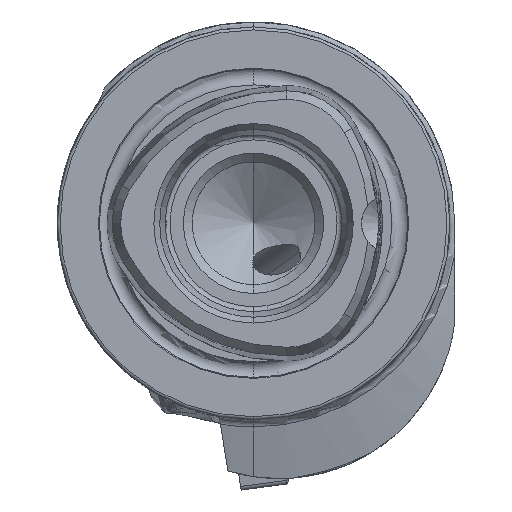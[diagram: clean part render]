
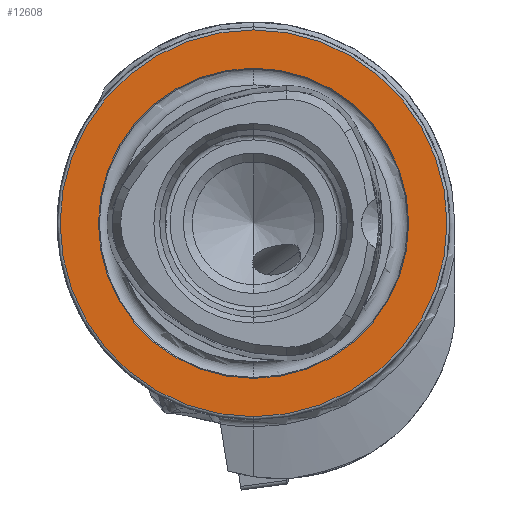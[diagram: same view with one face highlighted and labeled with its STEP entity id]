
A CAD part, left-side view. The second image highlights one B-rep face of the part: STEP entity #12608.
In plain terms, the highlighted planar face has unit normal (-1, 0, 0).
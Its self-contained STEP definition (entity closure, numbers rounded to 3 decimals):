
#75 = EDGE_LOOP ( 'NONE', ( #19464, #12625 ) ) ;
#1305 = DIRECTION ( 'NONE',  ( 0., 0., 1. ) ) ;
#1674 = CARTESIAN_POINT ( 'NONE',  ( 0., 0., 0. ) ) ;
#2723 = CARTESIAN_POINT ( 'NONE',  ( 0., 0., 0. ) ) ;
#3795 = AXIS2_PLACEMENT_3D ( 'NONE', #1674, #16020, #14511 ) ;
#4746 = AXIS2_PLACEMENT_3D ( 'NONE', #2723, #20368, #5806 ) ;
#5000 = VERTEX_POINT ( 'NONE', #9427 ) ;
#5806 = DIRECTION ( 'NONE',  ( 0., 0., 1. ) ) ;
#8638 = CARTESIAN_POINT ( 'NONE',  ( 0., 0., 19.7 ) ) ;
#9276 = CIRCLE ( 'NONE', #17751, 19.7 ) ;
#9427 = CARTESIAN_POINT ( 'NONE',  ( 0., 0., 15.8 ) ) ;
#10146 = VERTEX_POINT ( 'NONE', #20777 ) ;
#10154 = CARTESIAN_POINT ( 'NONE',  ( 0., 0., -19.7 ) ) ;
#10800 = ORIENTED_EDGE ( 'NONE', *, *, #20417, .T. ) ;
#10807 = EDGE_CURVE ( 'NONE', #10146, #5000, #17983, .T. ) ;
#10865 = CARTESIAN_POINT ( 'NONE',  ( 0., 0., 0. ) ) ;
#10975 = DIRECTION ( 'NONE',  ( -1., 0., 0. ) ) ;
#11001 = EDGE_CURVE ( 'NONE', #16141, #16604, #19344, .T. ) ;
#11075 = DIRECTION ( 'NONE',  ( -1., 0., 0. ) ) ;
#12342 = DIRECTION ( 'NONE',  ( 0., 0., -1. ) ) ;
#12608 = ADVANCED_FACE ( 'NONE', ( #13919, #17409 ), #18908, .F. ) ;
#12625 = ORIENTED_EDGE ( 'NONE', *, *, #10807, .F. ) ;
#13681 = EDGE_LOOP ( 'NONE', ( #15500, #10800 ) ) ;
#13919 = FACE_BOUND ( 'NONE', #75, .T. ) ;
#14110 = DIRECTION ( 'NONE',  ( 1., 0., 0. ) ) ;
#14134 = DIRECTION ( 'NONE',  ( 0., 0., 1. ) ) ;
#14209 = EDGE_CURVE ( 'NONE', #5000, #10146, #15675, .T. ) ;
#14511 = DIRECTION ( 'NONE',  ( 0., 0., 1. ) ) ;
#15500 = ORIENTED_EDGE ( 'NONE', *, *, #11001, .T. ) ;
#15675 = CIRCLE ( 'NONE', #3795, 15.8 ) ;
#16020 = DIRECTION ( 'NONE',  ( -1., 0., 0. ) ) ;
#16141 = VERTEX_POINT ( 'NONE', #8638 ) ;
#16604 = VERTEX_POINT ( 'NONE', #10154 ) ;
#17334 = CARTESIAN_POINT ( 'NONE',  ( 0., 0., 0. ) ) ;
#17409 = FACE_OUTER_BOUND ( 'NONE', #13681, .T. ) ;
#17751 = AXIS2_PLACEMENT_3D ( 'NONE', #10865, #10975, #14134 ) ;
#17983 = CIRCLE ( 'NONE', #4746, 15.8 ) ;
#18323 = AXIS2_PLACEMENT_3D ( 'NONE', #17334, #11075, #1305 ) ;
#18908 = PLANE ( 'NONE',  #20030 ) ;
#19344 = CIRCLE ( 'NONE', #18323, 19.7 ) ;
#19464 = ORIENTED_EDGE ( 'NONE', *, *, #14209, .F. ) ;
#20030 = AXIS2_PLACEMENT_3D ( 'NONE', #20408, #14110, #12342 ) ;
#20368 = DIRECTION ( 'NONE',  ( -1., 0., 0. ) ) ;
#20408 = CARTESIAN_POINT ( 'NONE',  ( 0., 15.8, 0. ) ) ;
#20417 = EDGE_CURVE ( 'NONE', #16604, #16141, #9276, .T. ) ;
#20777 = CARTESIAN_POINT ( 'NONE',  ( 0., 0., -15.8 ) ) ;
